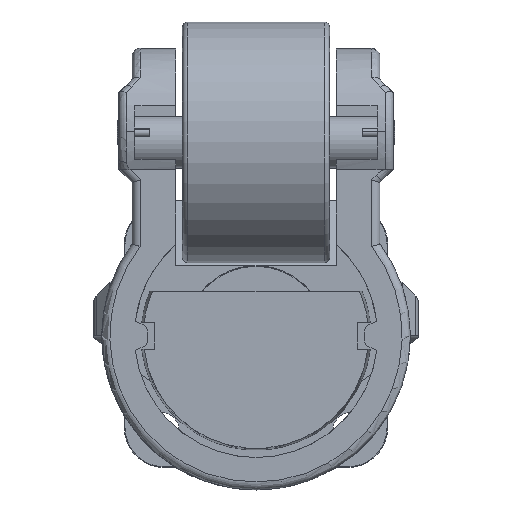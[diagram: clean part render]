
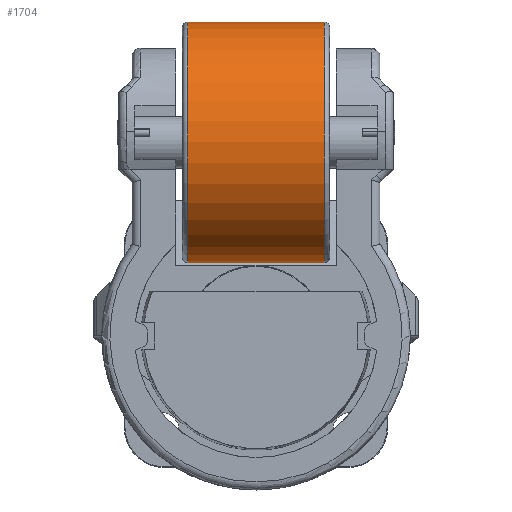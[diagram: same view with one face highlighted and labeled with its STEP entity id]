
A CAD part, front view. The second image highlights one B-rep face of the part: STEP entity #1704.
In plain terms, the highlighted cylindrical face has radius 45 mm (diameter 90 mm), a partial arc.
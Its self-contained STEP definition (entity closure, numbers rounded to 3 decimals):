
#404 = DIRECTION ( 'NONE',  ( 0., 0., -1. ) ) ;
#643 = AXIS2_PLACEMENT_3D ( 'NONE', #17963, #3588, #10004 ) ;
#1704 = ADVANCED_FACE ( 'NONE', ( #5169 ), #11552, .T. ) ;
#2436 = CIRCLE ( 'NONE', #5110, 45. ) ;
#3030 = EDGE_CURVE ( 'NONE', #18525, #17180, #8402, .T. ) ;
#3461 = ORIENTED_EDGE ( 'NONE', *, *, #19083, .T. ) ;
#3568 = ORIENTED_EDGE ( 'NONE', *, *, #3030, .T. ) ;
#3588 = DIRECTION ( 'NONE',  ( 0., 0., -1. ) ) ;
#3964 = AXIS2_PLACEMENT_3D ( 'NONE', #6576, #12939, #19396 ) ;
#4142 = CARTESIAN_POINT ( 'NONE',  ( -117.35, -75.5, 25.5 ) ) ;
#4422 = CARTESIAN_POINT ( 'NONE',  ( -27.35, -75.5, 27.5 ) ) ;
#4715 = VECTOR ( 'NONE', #404, 1000. ) ;
#5110 = AXIS2_PLACEMENT_3D ( 'NONE', #13141, #19603, #5206 ) ;
#5169 = FACE_OUTER_BOUND ( 'NONE', #13846, .T. ) ;
#5206 = DIRECTION ( 'NONE',  ( 1., 0., 0. ) ) ;
#6490 = EDGE_CURVE ( 'NONE', #17180, #10876, #2436, .T. ) ;
#6576 = CARTESIAN_POINT ( 'NONE',  ( -72.35, -75.5, 25.5 ) ) ;
#8402 = LINE ( 'NONE', #14756, #4715 ) ;
#8529 = CARTESIAN_POINT ( 'NONE',  ( -117.35, -75.5, -25.5 ) ) ;
#8906 = ORIENTED_EDGE ( 'NONE', *, *, #6490, .T. ) ;
#9620 = CARTESIAN_POINT ( 'NONE',  ( -27.35, -75.5, -25.5 ) ) ;
#10004 = DIRECTION ( 'NONE',  ( -1., 0., 0. ) ) ;
#10805 = DIRECTION ( 'NONE',  ( 0., 0., -1. ) ) ;
#10876 = VERTEX_POINT ( 'NONE', #9620 ) ;
#11552 = CYLINDRICAL_SURFACE ( 'NONE', #643, 45. ) ;
#12939 = DIRECTION ( 'NONE',  ( 0., 0., -1. ) ) ;
#12950 = CIRCLE ( 'NONE', #3964, 45. ) ;
#13141 = CARTESIAN_POINT ( 'NONE',  ( -72.35, -75.5, -25.5 ) ) ;
#13311 = CARTESIAN_POINT ( 'NONE',  ( -27.35, -75.5, 25.5 ) ) ;
#13515 = ORIENTED_EDGE ( 'NONE', *, *, #16198, .F. ) ;
#13846 = EDGE_LOOP ( 'NONE', ( #13515, #3461, #3568, #8906 ) ) ;
#14595 = VERTEX_POINT ( 'NONE', #13311 ) ;
#14756 = CARTESIAN_POINT ( 'NONE',  ( -117.35, -75.5, 27.5 ) ) ;
#16198 = EDGE_CURVE ( 'NONE', #14595, #10876, #18797, .T. ) ;
#17180 = VERTEX_POINT ( 'NONE', #8529 ) ;
#17963 = CARTESIAN_POINT ( 'NONE',  ( -72.35, -75.5, 27.5 ) ) ;
#18525 = VERTEX_POINT ( 'NONE', #4142 ) ;
#18797 = LINE ( 'NONE', #4422, #20445 ) ;
#19083 = EDGE_CURVE ( 'NONE', #14595, #18525, #12950, .T. ) ;
#19396 = DIRECTION ( 'NONE',  ( 1., 0., 0. ) ) ;
#19603 = DIRECTION ( 'NONE',  ( 0., 0., 1. ) ) ;
#20445 = VECTOR ( 'NONE', #10805, 1000. ) ;
